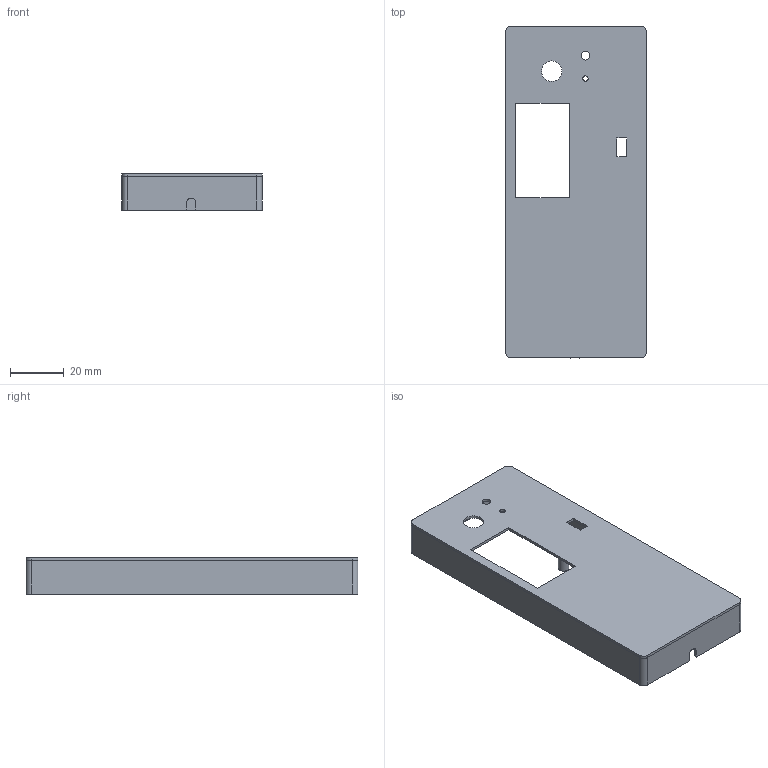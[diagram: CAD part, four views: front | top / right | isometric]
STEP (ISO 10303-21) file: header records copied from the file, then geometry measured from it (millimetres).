
FILE_DESCRIPTION(('FreeCAD Model'),'2;1');
FILE_NAME('Open CASCADE Shape Model','2023-01-16T14:16:21',(''),(''), 'Open CASCADE STEP processor 7.6','FreeCAD','Unknown');
FILE_SCHEMA(('AUTOMOTIVE_DESIGN { 1 0 10303 214 1 1 1 1 }'));
Length unit declared in the file: millimetre
Products named in the file (1): box
Bounding box: 52 x 123 x 13.5 mm (x, y, z)
Volume: 10546.1 mm3; surface area: 21072.5 mm2
Topology: 1 solids, 1 shells, 73 faces, 172 edges, 111 vertices
Faces by surface type: plane 38, cylinder 35
Full cylindrical faces by diameter (mm): 1.8 x3, 2 x1, 2.6 x4, 3.2 x1, 4 x3, 7.6 x1
Entity records: 4406 total; most frequent: CARTESIAN_POINT 743, DIRECTION 725, LINE 378, VECTOR 378, ORIENTED_EDGE 344, PCURVE 344, DEFINITIONAL_REPRESENTATION 344, EDGE_CURVE 172
